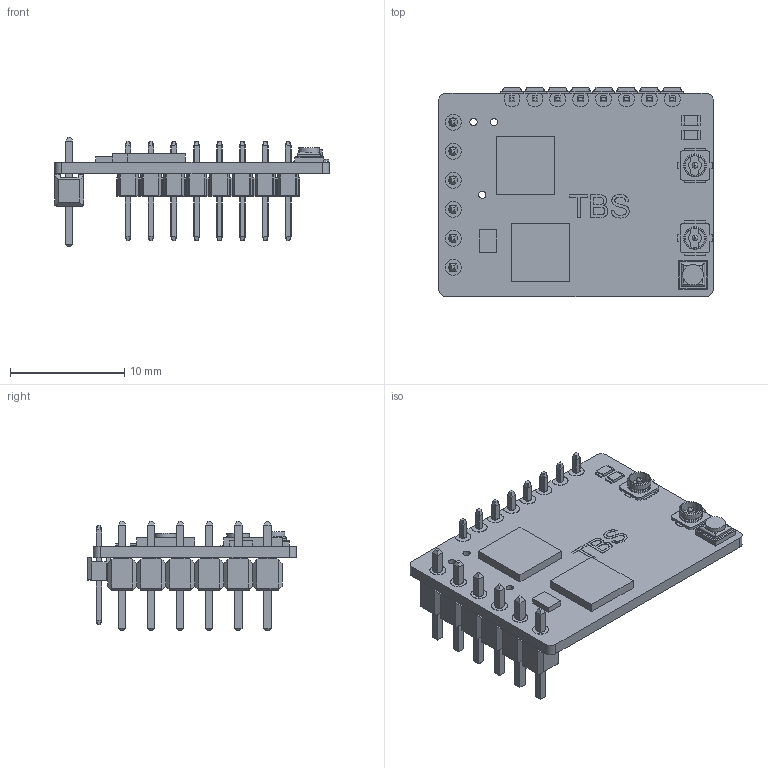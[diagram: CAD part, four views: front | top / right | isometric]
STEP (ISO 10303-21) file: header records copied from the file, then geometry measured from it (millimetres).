
FILE_DESCRIPTION(/* description */ (''),/* implementation_level */ '2;1');
FILE_NAME(/* name */ 'TBS_Crossfire_Nano_Diversity.step',/* time_stamp */ '2021-01-02T05:28:13-08:00',/* author */ (''),/* organization */ (''),/* preprocessor_version */ 'ST-DEVELOPER v18.1',/* originating_system */ 'Autodesk Translation Framework v9.7.1.1290',/* authorisation */ '');
FILE_SCHEMA (('AUTOMOTIVE_DESIGN { 1 0 10303 214 3 1 1 }'));
Length unit declared in the file: inch
Products named in the file (4): TBS_Crossfire_Nano_Diversity; Antenna Connector DBV; Pin Header 1x6 TH Pitch 2.54mm; 2PH1-8-UA
Assembly tree (4 placements, depth 2):
  TBS_Crossfire_Nano_Diversity
    Antenna Connector DBV  x2
    Pin Header 1x6 TH Pitch 2.54mm
    2PH1-8-UA
Bounding box: 24 x 18.27 x 9.55 mm (x, y, z)
Volume: 561.4 mm3; surface area: 1902.8 mm2
Topology: 45 solids, 51 shells, 1378 faces, 3428 edges, 2094 vertices
Faces by surface type: plane 719, cylinder 464, torus 64, sphere 64, bspline 61, cone 6
Full cylindrical faces by diameter (mm): 0.5 x10, 0.635 x3, 0.75 x6, 1.397 x6, 1.7 x2, 1.778 x3, 1.86 x2, 2 x4
Entity records: 39896 total; most frequent: CARTESIAN_POINT 8233, DIRECTION 6590, ORIENTED_EDGE 6442, EDGE_CURVE 3241, AXIS2_PLACEMENT_3D 2251, LINE 2088, VECTOR 2088, VERTEX_POINT 2013
